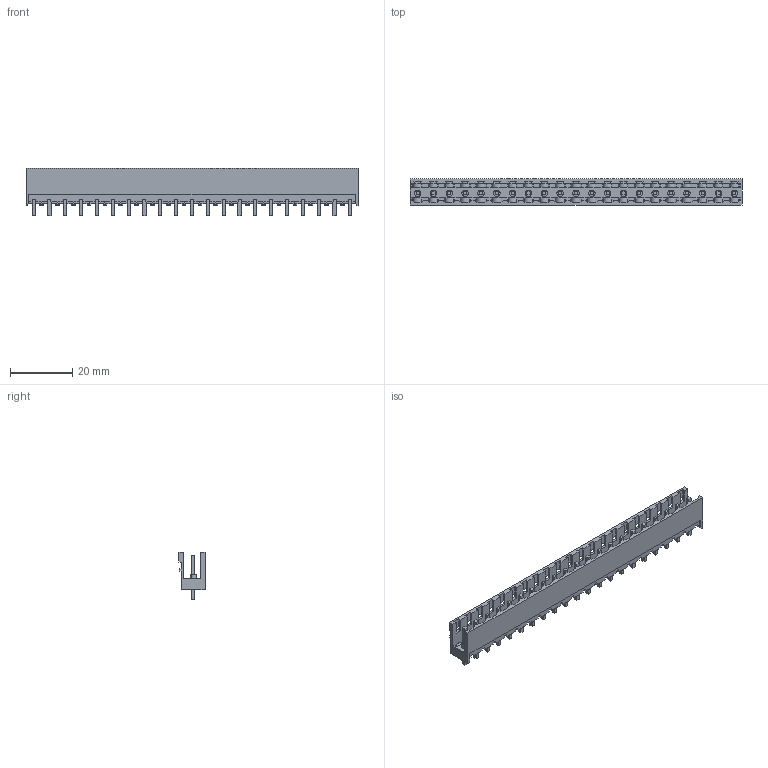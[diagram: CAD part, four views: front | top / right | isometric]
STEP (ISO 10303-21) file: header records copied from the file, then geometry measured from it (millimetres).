
FILE_DESCRIPTION(('CATIA V5 STEP Exchange','CAx-IF Rec.Pracs.--- Model Styling and Organization---1.2---2011-12-15'),'2;1');
FILE_NAME ('D1457013_0', '2018-03-31T12:11:36+00:00', ('none'), ('Weidmueller'), 'CATIA Version 5-6 Release 2014', 'CATIA V5 STEP AP214', 'none');
FILE_SCHEMA(('AUTOMOTIVE_DESIGN { 1 0 10303 214 1 1 1 1 }'));
Length unit declared in the file: millimetre
Products named in the file (1): 1838170000
Bounding box: 106.48 x 8.43 x 15.2 mm (x, y, z)
Volume: 3652.1 mm3; surface area: 8962.1 mm2
Topology: 22 solids, 22 shells, 1213 faces, 3877 edges, 2666 vertices
Faces by surface type: plane 989, cylinder 203, extrusion 21
Entity records: 44649 total; most frequent: CARTESIAN_POINT 9691, ORIENTED_EDGE 7754, DIRECTION 5916, EDGE_CURVE 3877, VECTOR 3123, LINE 3102, VERTEX_POINT 2666, AXIS2_PLACEMENT_3D 1601
